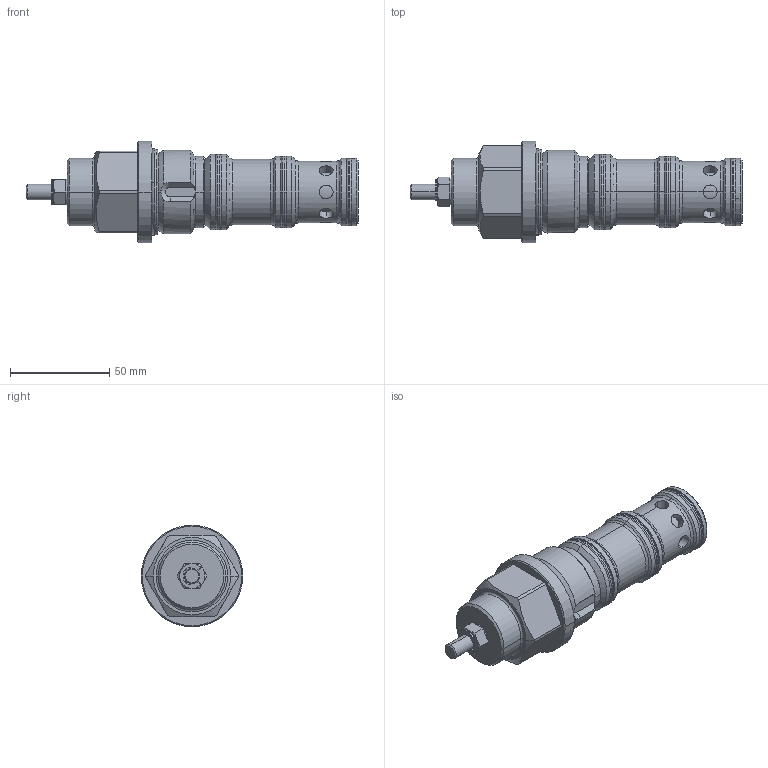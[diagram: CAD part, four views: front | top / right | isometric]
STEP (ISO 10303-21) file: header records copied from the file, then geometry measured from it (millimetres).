
FILE_DESCRIPTION (( 'STEP AP214' ), '1' );
FILE_NAME ('456.K5_Kunde.STEP', '2017-02-28T08:02:00', ( 'user' ), ( '' ), 'SwSTEP 2.0', 'SolidWorks 2016', '' );
FILE_SCHEMA (( 'AUTOMOTIVE_DESIGN' ));
Length unit declared in the file: millimetre
Products named in the file (1): 456.K5_Kunde
Bounding box: 166.97 x 51 x 51 mm (x, y, z)
Volume: 160914.3 mm3; surface area: 28182.2 mm2
Topology: 6 solids, 6 shells, 226 faces, 501 edges, 299 vertices
Faces by surface type: cylinder 94, torus 52, plane 45, cone 35
Entity records: 7510 total; most frequent: CARTESIAN_POINT 2265, DIRECTION 1156, ORIENTED_EDGE 1002, EDGE_CURVE 501, AXIS2_PLACEMENT_3D 494, VERTEX_POINT 299, CIRCLE 267, EDGE_LOOP 246
